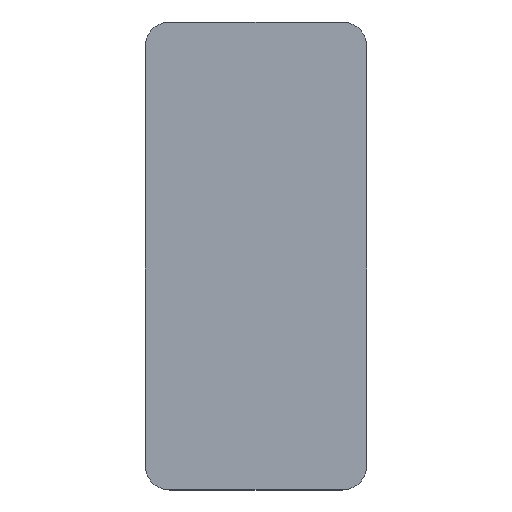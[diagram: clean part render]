
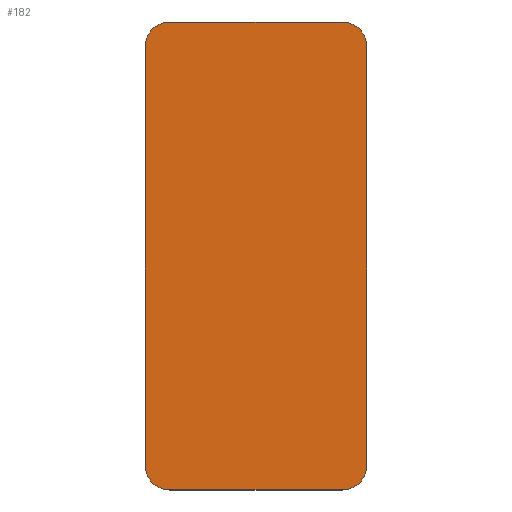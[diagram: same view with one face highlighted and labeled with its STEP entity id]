
A CAD part, top view. The second image highlights one B-rep face of the part: STEP entity #182.
In plain terms, the highlighted planar face has unit normal (0, 0, 1).
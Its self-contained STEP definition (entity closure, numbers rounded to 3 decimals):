
#20=PLANE('',#220);
#30=FACE_OUTER_BOUND('',#40,.T.);
#40=EDGE_LOOP('',(#161,#162,#163,#164,#165,#166,#167,#168));
#45=LINE('',#290,#61);
#51=LINE('',#310,#67);
#54=LINE('',#318,#70);
#56=LINE('',#324,#72);
#61=VECTOR('',#235,10.);
#67=VECTOR('',#255,10.);
#70=VECTOR('',#264,10.);
#72=VECTOR('',#272,10.);
#73=CIRCLE('',#204,4.);
#78=CIRCLE('',#212,4.);
#79=CIRCLE('',#215,4.);
#80=CIRCLE('',#218,4.);
#81=VERTEX_POINT('',#277);
#82=VERTEX_POINT('',#278);
#86=VERTEX_POINT('',#288);
#92=VERTEX_POINT('',#304);
#93=VERTEX_POINT('',#308);
#94=VERTEX_POINT('',#312);
#95=VERTEX_POINT('',#316);
#96=VERTEX_POINT('',#320);
#97=EDGE_CURVE('',#81,#82,#73,.T.);
#103=EDGE_CURVE('',#86,#81,#45,.T.);
#110=EDGE_CURVE('',#92,#86,#78,.T.);
#113=EDGE_CURVE('',#93,#92,#51,.T.);
#114=EDGE_CURVE('',#94,#93,#79,.T.);
#117=EDGE_CURVE('',#95,#94,#54,.T.);
#118=EDGE_CURVE('',#96,#95,#80,.T.);
#120=EDGE_CURVE('',#82,#96,#56,.T.);
#161=ORIENTED_EDGE('',*,*,#97,.F.);
#162=ORIENTED_EDGE('',*,*,#103,.F.);
#163=ORIENTED_EDGE('',*,*,#110,.F.);
#164=ORIENTED_EDGE('',*,*,#113,.F.);
#165=ORIENTED_EDGE('',*,*,#114,.F.);
#166=ORIENTED_EDGE('',*,*,#117,.F.);
#167=ORIENTED_EDGE('',*,*,#118,.F.);
#168=ORIENTED_EDGE('',*,*,#120,.F.);
#182=ADVANCED_FACE('',(#30),#20,.T.);
#204=AXIS2_PLACEMENT_3D('',#279,#225,#226);
#212=AXIS2_PLACEMENT_3D('',#305,#249,#250);
#215=AXIS2_PLACEMENT_3D('',#313,#258,#259);
#218=AXIS2_PLACEMENT_3D('',#321,#267,#268);
#220=AXIS2_PLACEMENT_3D('',#325,#273,#274);
#225=DIRECTION('center_axis',(0.,0.,-1.));
#226=DIRECTION('ref_axis',(0.707,-0.707,0.));
#235=DIRECTION('',(0.,-1.,0.));
#249=DIRECTION('center_axis',(0.,0.,-1.));
#250=DIRECTION('ref_axis',(0.707,0.707,0.));
#255=DIRECTION('',(1.,0.,0.));
#258=DIRECTION('center_axis',(0.,0.,-1.));
#259=DIRECTION('ref_axis',(-0.707,0.707,0.));
#264=DIRECTION('',(0.,1.,0.));
#267=DIRECTION('center_axis',(0.,0.,-1.));
#268=DIRECTION('ref_axis',(-0.707,-0.707,0.));
#272=DIRECTION('',(-1.,0.,0.));
#273=DIRECTION('center_axis',(0.,0.,1.));
#274=DIRECTION('ref_axis',(1.,0.,0.));
#277=CARTESIAN_POINT('',(18.,-34.,4.));
#278=CARTESIAN_POINT('',(14.,-38.,4.));
#279=CARTESIAN_POINT('Origin',(14.,-34.,4.));
#288=CARTESIAN_POINT('',(18.,34.,4.));
#290=CARTESIAN_POINT('',(18.,38.,4.));
#304=CARTESIAN_POINT('',(14.,38.,4.));
#305=CARTESIAN_POINT('Origin',(14.,34.,4.));
#308=CARTESIAN_POINT('',(-14.,38.,4.));
#310=CARTESIAN_POINT('',(-18.,38.,4.));
#312=CARTESIAN_POINT('',(-18.,34.,4.));
#313=CARTESIAN_POINT('Origin',(-14.,34.,4.));
#316=CARTESIAN_POINT('',(-18.,-34.,4.));
#318=CARTESIAN_POINT('',(-18.,-38.,4.));
#320=CARTESIAN_POINT('',(-14.,-38.,4.));
#321=CARTESIAN_POINT('Origin',(-14.,-34.,4.));
#324=CARTESIAN_POINT('',(18.,-38.,4.));
#325=CARTESIAN_POINT('Origin',(0.,0.,
4.));
